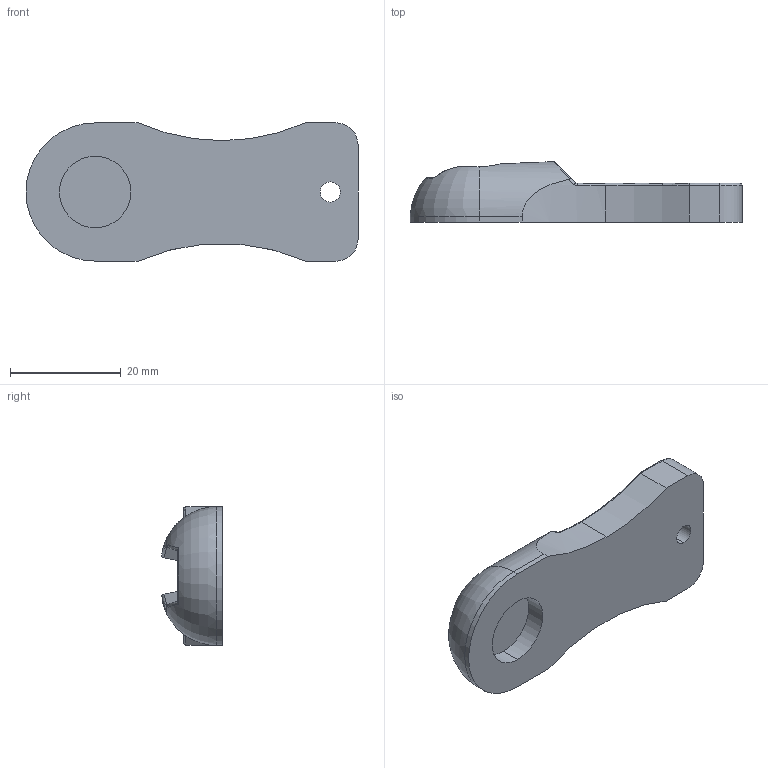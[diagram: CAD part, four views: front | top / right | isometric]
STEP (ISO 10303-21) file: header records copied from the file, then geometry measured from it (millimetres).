
FILE_DESCRIPTION (( 'STEP AP203' ), '1' );
FILE_NAME ('Barre_Bleu1.STEP', '2019-03-16T20:34:50', ( '' ), ( '' ), 'SwSTEP 2.0', 'SolidWorks 2018', '' );
FILE_SCHEMA (( 'CONFIG_CONTROL_DESIGN' ));
Length unit declared in the file: millimetre
Products named in the file (1): Barre_Bleu1
Bounding box: 60 x 10.92 x 25 mm (x, y, z)
Volume: 9141.3 mm3; surface area: 3963.2 mm2
Topology: 1 solids, 1 shells, 59 faces, 151 edges, 93 vertices
Faces by surface type: cylinder 22, plane 14, bspline 12, torus 9, sphere 2
Entity records: 2070 total; most frequent: CARTESIAN_POINT 700, ORIENTED_EDGE 294, DIRECTION 249, EDGE_CURVE 147, AXIS2_PLACEMENT_3D 102, VERTEX_POINT 91, EDGE_LOOP 62, FACE_OUTER_BOUND 59
